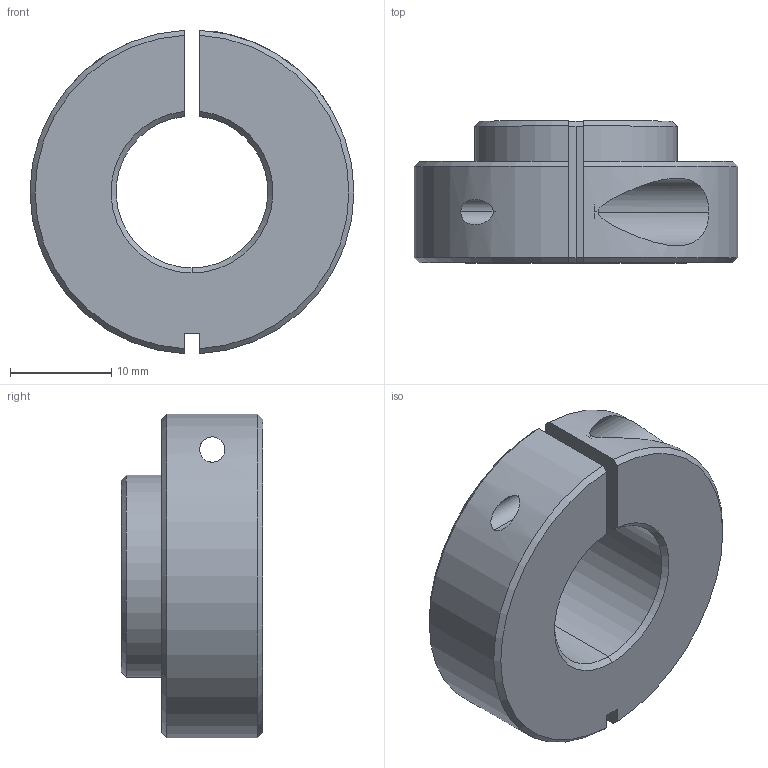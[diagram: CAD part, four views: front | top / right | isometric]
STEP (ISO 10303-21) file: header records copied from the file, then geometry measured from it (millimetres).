
FILE_DESCRIPTION (( 'STEP AP203' ), '1' );
FILE_NAME ('開縫式固定環SCRS-A6-D32-d10-T14-M3.STEP', '2021-02-25T03:06:24', ( '' ), ( '' ), 'SwSTEP 2.0', 'SolidWorks 2019', '' );
FILE_SCHEMA (( 'CONFIG_CONTROL_DESIGN' ));
Length unit declared in the file: millimetre
Products named in the file (1): 開縫式固定環SCRS-A6-D32-d10-T14-M3
Bounding box: 32 x 14 x 31.96 mm (x, y, z)
Volume: 6282.4 mm3; surface area: 3397.8 mm2
Topology: 1 solids, 1 shells, 30 faces, 79 edges, 52 vertices
Faces by surface type: cylinder 12, cone 9, plane 9
Entity records: 1141 total; most frequent: CARTESIAN_POINT 318, ORIENTED_EDGE 158, DIRECTION 152, EDGE_CURVE 79, AXIS2_PLACEMENT_3D 60, VERTEX_POINT 52, EDGE_LOOP 35, VECTOR 32
